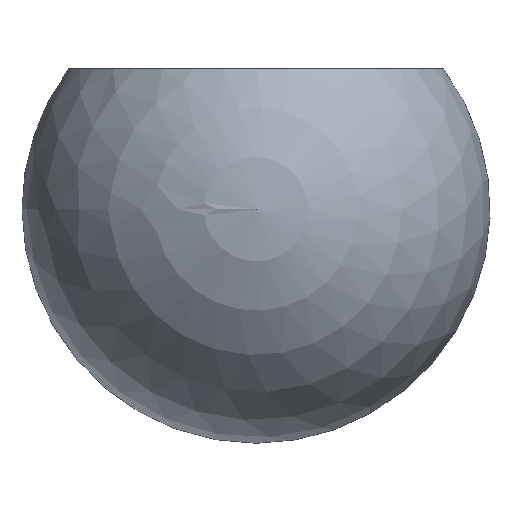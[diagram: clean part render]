
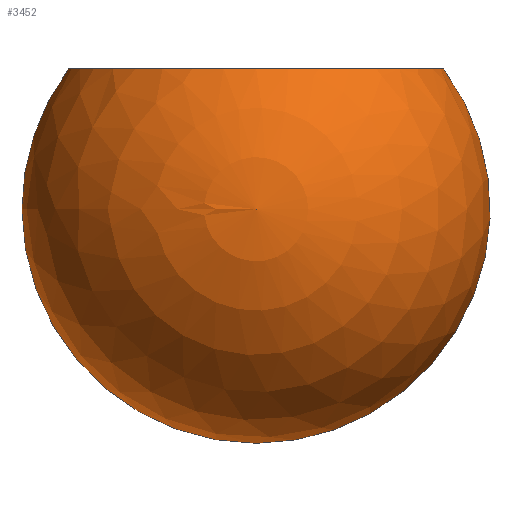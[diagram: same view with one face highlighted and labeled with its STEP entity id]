
A CAD part, left-side view. The second image highlights one B-rep face of the part: STEP entity #3452.
In plain terms, the highlighted spherical face has radius 27.5 mm.
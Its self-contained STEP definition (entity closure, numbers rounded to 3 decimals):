
#372 = CARTESIAN_POINT ( 'NONE',  ( 0., 0., 0. ) ) ;
#374 = DIRECTION ( 'NONE',  ( 0., 1., 0. ) ) ;
#653 = AXIS2_PLACEMENT_3D ( 'NONE', #9305, #6363, #5414 ) ;
#803 = CIRCLE ( 'NONE', #8388, 22. ) ;
#846 = VERTEX_POINT ( 'NONE', #4821 ) ;
#1847 = SPHERICAL_SURFACE ( 'NONE', #5611, 27.5 ) ;
#1938 = ORIENTED_EDGE ( 'NONE', *, *, #11112, .T. ) ;
#2477 = CARTESIAN_POINT ( 'NONE',  ( 0., 22., 16.5 ) ) ;
#3100 = VERTEX_POINT ( 'NONE', #7228 ) ;
#3452 = ADVANCED_FACE ( 'NONE', ( #11846 ), #1847, .T. ) ;
#3776 = EDGE_CURVE ( 'NONE', #4696, #3100, #5566, .T. ) ;
#4696 = VERTEX_POINT ( 'NONE', #2477 ) ;
#4821 = CARTESIAN_POINT ( 'NONE',  ( 0., -22., 16.5 ) ) ;
#5380 = AXIS2_PLACEMENT_3D ( 'NONE', #6613, #8484, #9268 ) ;
#5414 = DIRECTION ( 'NONE',  ( 0., 0., 1. ) ) ;
#5566 = CIRCLE ( 'NONE', #653, 27.5 ) ;
#5611 = AXIS2_PLACEMENT_3D ( 'NONE', #372, #9726, #5885 ) ;
#5885 = DIRECTION ( 'NONE',  ( 0., 1., 0. ) ) ;
#6363 = DIRECTION ( 'NONE',  ( -1., 0., 0. ) ) ;
#6613 = CARTESIAN_POINT ( 'NONE',  ( 0., 0., 0. ) ) ;
#7228 = CARTESIAN_POINT ( 'NONE',  ( 0., 0., -27.5 ) ) ;
#8067 = EDGE_LOOP ( 'NONE', ( #11845, #1938, #8798 ) ) ;
#8388 = AXIS2_PLACEMENT_3D ( 'NONE', #8984, #11588, #374 ) ;
#8484 = DIRECTION ( 'NONE',  ( 1., 0., 0. ) ) ;
#8798 = ORIENTED_EDGE ( 'NONE', *, *, #3776, .T. ) ;
#8984 = CARTESIAN_POINT ( 'NONE',  ( 0., 0., 16.5 ) ) ;
#9268 = DIRECTION ( 'NONE',  ( 0., 1., 0. ) ) ;
#9305 = CARTESIAN_POINT ( 'NONE',  ( 0., 0., 0. ) ) ;
#9726 = DIRECTION ( 'NONE',  ( 1., 0., 0. ) ) ;
#9978 = EDGE_CURVE ( 'NONE', #846, #3100, #10469, .T. ) ;
#10469 = CIRCLE ( 'NONE', #5380, 27.5 ) ;
#11112 = EDGE_CURVE ( 'NONE', #846, #4696, #803, .T. ) ;
#11588 = DIRECTION ( 'NONE',  ( 0., 0., -1. ) ) ;
#11845 = ORIENTED_EDGE ( 'NONE', *, *, #9978, .F. ) ;
#11846 = FACE_OUTER_BOUND ( 'NONE', #8067, .T. ) ;
